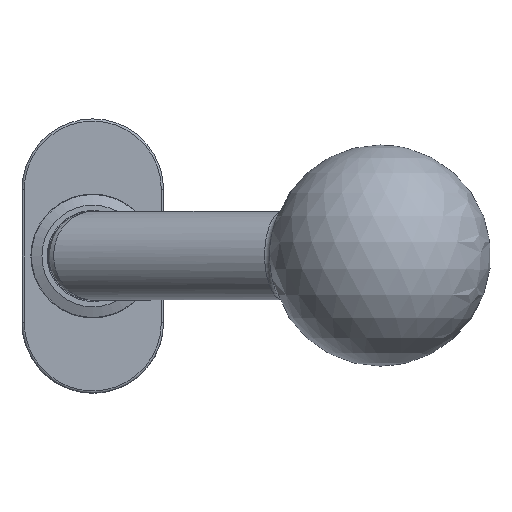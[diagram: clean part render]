
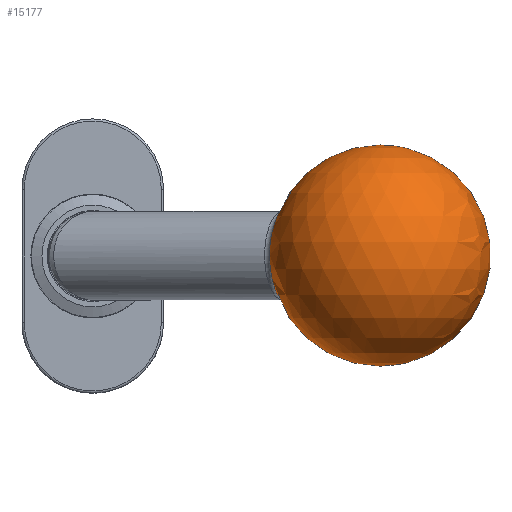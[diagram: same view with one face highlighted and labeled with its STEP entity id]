
A CAD part, top view. The second image highlights one B-rep face of the part: STEP entity #15177.
In plain terms, the highlighted spherical face has radius 25 mm.
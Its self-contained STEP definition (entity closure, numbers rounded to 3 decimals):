
#1556 = CARTESIAN_POINT ( 'NONE',  ( 65., 0., 55. ) ) ;
#5986 = AXIS2_PLACEMENT_3D ( 'NONE', #1556, #10451, #18841 ) ;
#6155 = AXIS2_PLACEMENT_3D ( 'NONE', #15762, #10687, #15625 ) ;
#10451 = DIRECTION ( 'NONE',  ( 0., 1., 0. ) ) ;
#10687 = DIRECTION ( 'NONE',  ( 0.908, 0., 0.419 ) ) ;
#10702 = ORIENTED_EDGE ( 'NONE', *, *, #18751, .T. ) ;
#11728 = VERTEX_POINT ( 'NONE', #17339 ) ;
#15177 = ADVANCED_FACE ( 'NONE', ( #17853 ), #20232, .T. ) ;
#15625 = DIRECTION ( 'NONE',  ( 0.419, 0., -0.908 ) ) ;
#15762 = CARTESIAN_POINT ( 'NONE',  ( 44.666, 0., 45.615 ) ) ;
#15899 = CIRCLE ( 'NONE', #6155, 11.111 ) ;
#17339 = CARTESIAN_POINT ( 'NONE',  ( 49.322, 0., 35.527 ) ) ;
#17853 = FACE_BOUND ( 'NONE', #18966, .T. ) ;
#18751 = EDGE_CURVE ( 'NONE', #11728, #11728, #15899, .T. ) ;
#18841 = DIRECTION ( 'NONE',  ( -0.908, 0., -0.419 ) ) ;
#18966 = EDGE_LOOP ( 'NONE', ( #10702 ) ) ;
#20232 = SPHERICAL_SURFACE ( 'NONE', #5986, 25. ) ;
